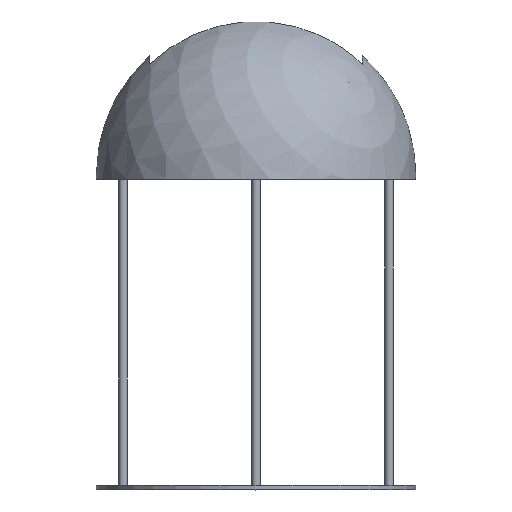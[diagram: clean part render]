
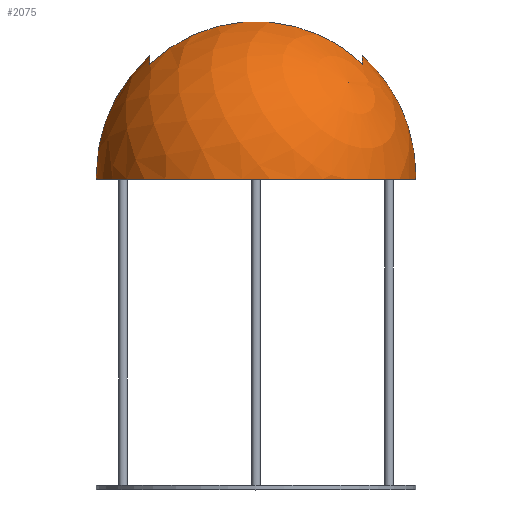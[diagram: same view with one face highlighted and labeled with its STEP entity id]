
A CAD part, top view. The second image highlights one B-rep face of the part: STEP entity #2075.
In plain terms, the highlighted spherical face has radius 180 mm.
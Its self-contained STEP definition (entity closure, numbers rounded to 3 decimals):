
#13=B_SPLINE_CURVE_WITH_KNOTS('',3,(#3347,#3348,#3349,#3350,#3351,#3352,
#3353,#3354,#3355,#3356,#3357,#3358,#3359,#3360,#3361,#3362,#3363,#3364,
#3365,#3366),.UNSPECIFIED.,.F.,.F.,(4,2,2,2,2,2,2,2,2,4),(10.429,
10.642,11.145,11.306,11.468,11.529,
11.59,11.662,11.698,11.735),
 .UNSPECIFIED.);
#14=B_SPLINE_CURVE_WITH_KNOTS('',3,(#3370,#3371,#3372,#3373,#3374,#3375,
#3376,#3377,#3378,#3379,#3380,#3381,#3382,#3383,#3384,#3385,#3386,#3387,
#3388,#3389),.UNSPECIFIED.,.F.,.F.,(4,2,2,2,2,2,2,2,2,4),(4.928,
4.965,5.001,5.073,5.134,5.195,
5.357,5.518,6.021,6.234),
 .UNSPECIFIED.);
#15=SPHERICAL_SURFACE('',#2264,180.);
#196=FACE_OUTER_BOUND('',#347,.T.);
#347=EDGE_LOOP('',(#1693,#1694,#1695,#1696,#1697,#1698,#1699,#1700,#1701,
#1702,#1703,#1704,#1705));
#840=CIRCLE('',#2258,134.164);
#842=CIRCLE('',#2261,134.164);
#844=CIRCLE('',#2265,172.916);
#845=CIRCLE('',#2266,180.);
#846=CIRCLE('',#2267,180.);
#847=CIRCLE('',#2268,179.931);
#848=CIRCLE('',#2269,180.);
#849=CIRCLE('',#2270,180.);
#850=CIRCLE('',#2271,180.);
#851=CIRCLE('',#2272,180.);
#994=VERTEX_POINT('',#3316);
#995=VERTEX_POINT('',#3317);
#999=VERTEX_POINT('',#3327);
#1000=VERTEX_POINT('',#3328);
#1004=VERTEX_POINT('',#3342);
#1005=VERTEX_POINT('',#3344);
#1006=VERTEX_POINT('',#3346);
#1007=VERTEX_POINT('',#3367);
#1008=VERTEX_POINT('',#3369);
#1009=VERTEX_POINT('',#3390);
#1010=VERTEX_POINT('',#3392);
#1011=VERTEX_POINT('',#3394);
#1239=EDGE_CURVE('',#994,#995,#840,.T.);
#1244=EDGE_CURVE('',#999,#1000,#842,.T.);
#1251=EDGE_CURVE('',#1000,#994,#844,.T.);
#1252=EDGE_CURVE('',#995,#1004,#845,.T.);
#1253=EDGE_CURVE('',#1004,#1005,#846,.T.);
#1254=EDGE_CURVE('',#1006,#1005,#13,.T.);
#1255=EDGE_CURVE('',#1007,#1006,#847,.T.);
#1256=EDGE_CURVE('',#1008,#1007,#14,.T.);
#1257=EDGE_CURVE('',#1008,#1009,#848,.T.);
#1258=EDGE_CURVE('',#1009,#1010,#849,.T.);
#1259=EDGE_CURVE('',#1011,#1010,#850,.T.);
#1260=EDGE_CURVE('',#1010,#999,#851,.T.);
#1693=ORIENTED_EDGE('',*,*,#1251,.T.);
#1694=ORIENTED_EDGE('',*,*,#1239,.T.);
#1695=ORIENTED_EDGE('',*,*,#1252,.T.);
#1696=ORIENTED_EDGE('',*,*,#1253,.T.);
#1697=ORIENTED_EDGE('',*,*,#1254,.F.);
#1698=ORIENTED_EDGE('',*,*,#1255,.F.);
#1699=ORIENTED_EDGE('',*,*,#1256,.F.);
#1700=ORIENTED_EDGE('',*,*,#1257,.T.);
#1701=ORIENTED_EDGE('',*,*,#1258,.T.);
#1702=ORIENTED_EDGE('',*,*,#1259,.F.);
#1703=ORIENTED_EDGE('',*,*,#1259,.T.);
#1704=ORIENTED_EDGE('',*,*,#1260,.T.);
#1705=ORIENTED_EDGE('',*,*,#1244,.T.);
#2075=ADVANCED_FACE('',(#196),#15,.T.);
#2258=AXIS2_PLACEMENT_3D('',#3318,#2688,#2689);
#2261=AXIS2_PLACEMENT_3D('',#3329,#2697,#2698);
#2264=AXIS2_PLACEMENT_3D('',#3340,#2708,#2709);
#2265=AXIS2_PLACEMENT_3D('',#3341,#2710,#2711);
#2266=AXIS2_PLACEMENT_3D('',#3343,#2712,#2713);
#2267=AXIS2_PLACEMENT_3D('',#3345,#2714,#2715);
#2268=AXIS2_PLACEMENT_3D('',#3368,#2716,#2717);
#2269=AXIS2_PLACEMENT_3D('',#3391,#2718,#2719);
#2270=AXIS2_PLACEMENT_3D('',#3393,#2720,#2721);
#2271=AXIS2_PLACEMENT_3D('',#3395,#2722,#2723);
#2272=AXIS2_PLACEMENT_3D('',#3396,#2724,#2725);
#2688=DIRECTION('center_axis',(-1.,0.,0.));
#2689=DIRECTION('ref_axis',(0.,0.,-1.));
#2697=DIRECTION('center_axis',(1.,0.,0.));
#2698=DIRECTION('ref_axis',(0.,0.,1.));
#2708=DIRECTION('center_axis',(0.577,0.577,0.577));
#2709=DIRECTION('ref_axis',(-0.707,0.,0.707));
#2710=DIRECTION('center_axis',(0.,0.,1.));
#2711=DIRECTION('ref_axis',(0.,1.,0.));
#2712=DIRECTION('center_axis',(0.,0.,1.));
#2713=DIRECTION('ref_axis',(0.,1.,0.));
#2714=DIRECTION('center_axis',(0.,1.,0.));
#2715=DIRECTION('ref_axis',(0.,0.,-1.));
#2716=DIRECTION('center_axis',(0.,-1.,0.));
#2717=DIRECTION('ref_axis',(0.,0.,1.));
#2718=DIRECTION('center_axis',(0.,1.,0.));
#2719=DIRECTION('ref_axis',(0.,0.,-1.));
#2720=DIRECTION('center_axis',(0.,0.,1.));
#2721=DIRECTION('ref_axis',(0.,1.,0.));
#2722=DIRECTION('center_axis',(-0.408,0.816,-0.408));
#2723=DIRECTION('ref_axis',(0.707,0.,-0.707));
#2724=DIRECTION('center_axis',(0.,0.,1.));
#2725=DIRECTION('ref_axis',(0.,1.,0.));
#3316=CARTESIAN_POINT('',(-120.,479.499,50.));
#3317=CARTESIAN_POINT('',(-120.,489.164,0.));
#3318=CARTESIAN_POINT('Origin',(-120.,355.,0.));
#3327=CARTESIAN_POINT('',(120.,489.164,0.));
#3328=CARTESIAN_POINT('',(120.,479.499,50.));
#3329=CARTESIAN_POINT('Origin',(120.,355.,0.));
#3340=CARTESIAN_POINT('Origin',(0.,355.,0.));
#3341=CARTESIAN_POINT('Origin',(0.,355.,50.));
#3342=CARTESIAN_POINT('',(-180.,355.,0.));
#3343=CARTESIAN_POINT('Origin',(0.,355.,0.));
#3344=CARTESIAN_POINT('',(-179.999,355.,0.5));
#3345=CARTESIAN_POINT('Origin',(0.,355.,0.));
#3346=CARTESIAN_POINT('',(-179.53,350.,-12.));
#3347=CARTESIAN_POINT('Ctrl Pts',(-179.53,350.,-12.));
#3348=CARTESIAN_POINT('Ctrl Pts',(-179.584,350.15,-11.248));
#3349=CARTESIAN_POINT('Ctrl Pts',(-179.635,350.31,-10.484));
#3350=CARTESIAN_POINT('Ctrl Pts',(-179.787,350.875,-7.928));
#3351=CARTESIAN_POINT('Ctrl Pts',(-179.865,351.32,-6.143));
#3352=CARTESIAN_POINT('Ctrl Pts',(-179.93,351.985,-4.032));
#3353=CARTESIAN_POINT('Ctrl Pts',(-179.945,352.174,-3.47));
#3354=CARTESIAN_POINT('Ctrl Pts',(-179.969,352.597,-2.366));
#3355=CARTESIAN_POINT('Ctrl Pts',(-179.979,352.831,-1.822));
#3356=CARTESIAN_POINT('Ctrl Pts',(-179.987,353.173,-1.165));
#3357=CARTESIAN_POINT('Ctrl Pts',(-179.989,353.282,-0.97));
#3358=CARTESIAN_POINT('Ctrl Pts',(-179.993,353.517,-0.592));
#3359=CARTESIAN_POINT('Ctrl Pts',(-179.995,353.645,-0.41));
#3360=CARTESIAN_POINT('Ctrl Pts',(-179.997,353.926,-0.065));
#3361=CARTESIAN_POINT('Ctrl Pts',(-179.998,354.11,0.125));
#3362=CARTESIAN_POINT('Ctrl Pts',(-179.999,354.422,0.338));
#3363=CARTESIAN_POINT('Ctrl Pts',(-179.999,354.532,0.397));
#3364=CARTESIAN_POINT('Ctrl Pts',(-179.999,354.761,0.478));
#3365=CARTESIAN_POINT('Ctrl Pts',(-179.999,354.879,0.5));
#3366=CARTESIAN_POINT('Ctrl Pts',(-179.999,355.,0.5));
#3367=CARTESIAN_POINT('',(179.53,350.,-12.));
#3368=CARTESIAN_POINT('Origin',(0.,350.,0.));
#3369=CARTESIAN_POINT('',(179.999,355.,0.5));
#3370=CARTESIAN_POINT('Ctrl Pts',(179.999,355.,0.5));
#3371=CARTESIAN_POINT('Ctrl Pts',(179.999,354.879,0.5));
#3372=CARTESIAN_POINT('Ctrl Pts',(179.999,354.761,0.478));
#3373=CARTESIAN_POINT('Ctrl Pts',(179.999,354.532,0.397));
#3374=CARTESIAN_POINT('Ctrl Pts',(179.999,354.422,0.338));
#3375=CARTESIAN_POINT('Ctrl Pts',(179.998,354.11,0.125));
#3376=CARTESIAN_POINT('Ctrl Pts',(179.997,353.926,-0.065));
#3377=CARTESIAN_POINT('Ctrl Pts',(179.995,353.645,-0.41));
#3378=CARTESIAN_POINT('Ctrl Pts',(179.993,353.517,-0.592));
#3379=CARTESIAN_POINT('Ctrl Pts',(179.989,353.282,-0.97));
#3380=CARTESIAN_POINT('Ctrl Pts',(179.987,353.173,-1.165));
#3381=CARTESIAN_POINT('Ctrl Pts',(179.979,352.831,-1.822));
#3382=CARTESIAN_POINT('Ctrl Pts',(179.969,352.597,-2.366));
#3383=CARTESIAN_POINT('Ctrl Pts',(179.945,352.174,-3.47));
#3384=CARTESIAN_POINT('Ctrl Pts',(179.93,351.985,-4.032));
#3385=CARTESIAN_POINT('Ctrl Pts',(179.865,351.32,-6.143));
#3386=CARTESIAN_POINT('Ctrl Pts',(179.787,350.875,-7.928));
#3387=CARTESIAN_POINT('Ctrl Pts',(179.635,350.31,-10.484));
#3388=CARTESIAN_POINT('Ctrl Pts',(179.584,350.15,-11.248));
#3389=CARTESIAN_POINT('Ctrl Pts',(179.53,350.,-12.));
#3390=CARTESIAN_POINT('',(180.,355.,0.));
#3391=CARTESIAN_POINT('Origin',(0.,355.,0.));
#3392=CARTESIAN_POINT('',(160.997,435.498,0.));
#3393=CARTESIAN_POINT('Origin',(0.,355.,0.));
#3394=CARTESIAN_POINT('',(103.923,458.923,103.923));
#3395=CARTESIAN_POINT('Origin',(0.,355.,0.));
#3396=CARTESIAN_POINT('Origin',(0.,355.,0.));
